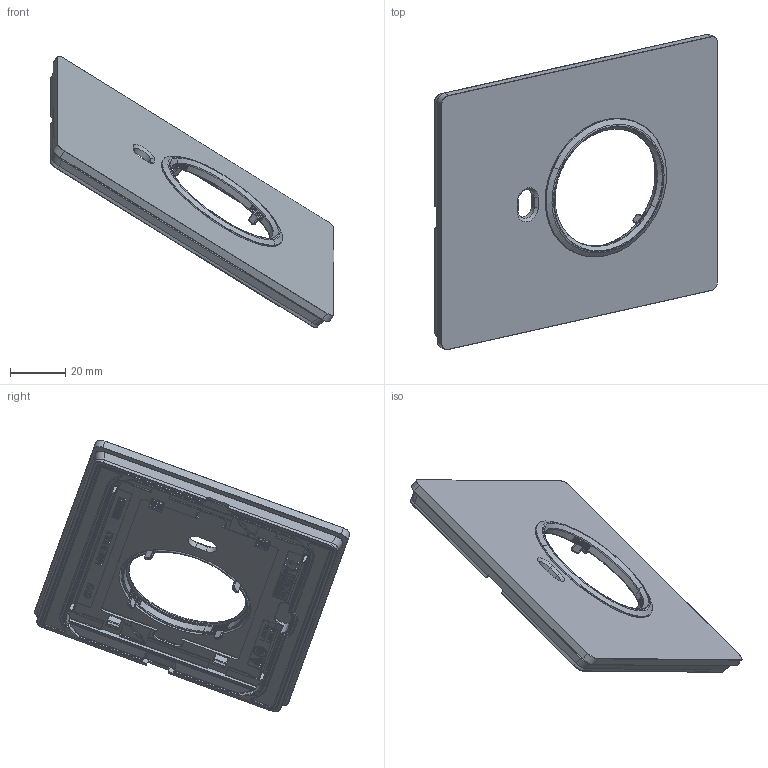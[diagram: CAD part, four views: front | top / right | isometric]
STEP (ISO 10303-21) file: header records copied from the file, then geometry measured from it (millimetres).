
FILE_DESCRIPTION(('CATIA V5 STEP Exchange'),'2;1');
FILE_NAME('44PANQ902@.stp','2025-05-13T13:19:40+00:00',('none'),('none'),'CATIA Version 5-6 Release 2016 SP6','CATIA V5 STEP AP203','none');
FILE_SCHEMA(('CONFIG_CONTROL_DESIGN'));
Products named in the file (1): 44PANQ902@
Assembly tree (4 placements, depth 2):
  44PANQ902@
    #57
    #1045
    #135873
    #136838
Bounding box: 102.8 x 114.43 x 98.41 mm (x, y, z)
Volume: 49744.2 mm3; surface area: 62214.9 mm2
Topology: 5 solids, 5 shells, 4128 faces, 10792 edges, 6735 vertices
Faces by surface type: plane 2257, cylinder 890, bspline 407, torus 250, cone 192, revolution 60, sphere 48, extrusion 24
Entity records: 144781 total; most frequent: CARTESIAN_POINT 54649, ORIENTED_EDGE 21304, DIRECTION 13646, EDGE_CURVE 10652, VECTOR 6745, VERTEX_POINT 6735, LINE 6721, EDGE_LOOP 4345
